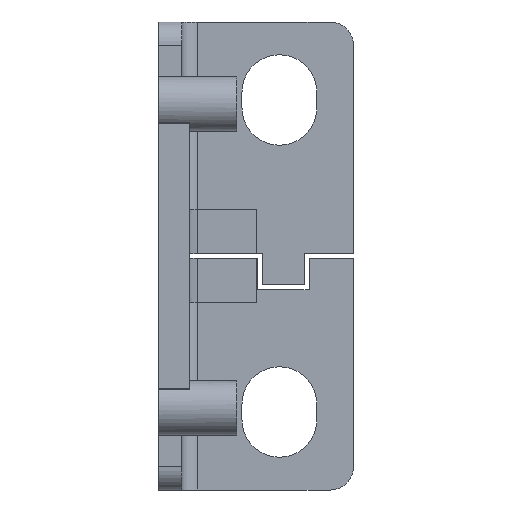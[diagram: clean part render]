
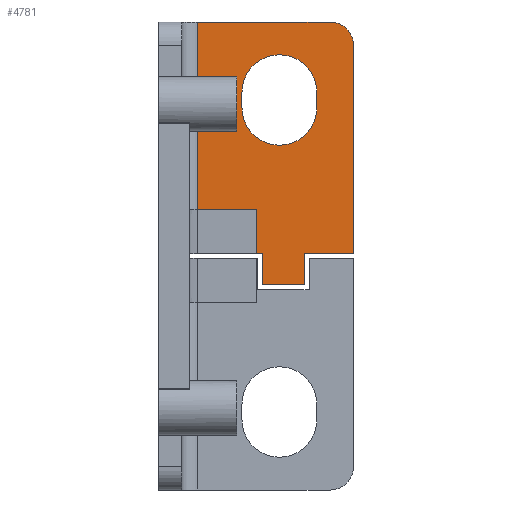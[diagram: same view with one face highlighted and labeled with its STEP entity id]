
A CAD part, left-side view. The second image highlights one B-rep face of the part: STEP entity #4781.
In plain terms, the highlighted planar face has unit normal (-1, 0, 0).
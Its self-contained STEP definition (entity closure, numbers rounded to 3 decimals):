
#1617=DIRECTION('',(0.,0.,1.));
#1618=VECTOR('',#1617,14.85);
#1619=CARTESIAN_POINT('',(-1.5,-2.5,0.15));
#1620=LINE('',#1619,#1618);
#1621=CARTESIAN_POINT('',(-1.5,-11.,13.5));
#1622=DIRECTION('',(1.,0.,0.));
#1623=DIRECTION('',(0.,0.,1.));
#1624=AXIS2_PLACEMENT_3D('',#1621,#1622,#1623);
#1626=CARTESIAN_POINT('',(-1.5,-7.75,10.5));
#1627=DIRECTION('',(-1.,0.,0.));
#1628=DIRECTION('',(0.,-1.,0.));
#1629=AXIS2_PLACEMENT_3D('',#1626,#1627,#1628);
#1631=CARTESIAN_POINT('',(-1.5,-7.75,9.5));
#1632=DIRECTION('',(-1.,0.,0.));
#1633=DIRECTION('',(0.,1.,0.));
#1634=AXIS2_PLACEMENT_3D('',#1631,#1632,#1633);
#1640=DIRECTION('',(0.,-1.,0.));
#1641=VECTOR('',#1640,8.5);
#1642=CARTESIAN_POINT('',(-1.5,-2.5,15.));
#1643=LINE('',#1642,#1641);
#1667=DIRECTION('',(0.,-1.,0.));
#1668=VECTOR('',#1667,4.15);
#1669=CARTESIAN_POINT('',(-1.5,-2.5,0.15));
#1670=LINE('',#1669,#1668);
#1683=DIRECTION('',(0.,0.,1.));
#1684=VECTOR('',#1683,2.);
#1685=CARTESIAN_POINT('',(-1.5,-6.65,-1.85));
#1686=LINE('',#1685,#1684);
#1695=DIRECTION('',(0.,1.,0.));
#1696=VECTOR('',#1695,2.7);
#1697=CARTESIAN_POINT('',(-1.5,-9.35,-1.85));
#1698=LINE('',#1697,#1696);
#1707=DIRECTION('',(0.,0.,-1.));
#1708=VECTOR('',#1707,2.);
#1709=CARTESIAN_POINT('',(-1.5,-9.35,0.15));
#1710=LINE('',#1709,#1708);
#1715=DIRECTION('',(0.,-1.,0.));
#1716=VECTOR('',#1715,3.15);
#1717=CARTESIAN_POINT('',(-1.5,-9.35,0.15));
#1718=LINE('',#1717,#1716);
#1731=DIRECTION('',(0.,0.,-1.));
#1732=VECTOR('',#1731,13.35);
#1733=CARTESIAN_POINT('',(-1.5,-12.5,13.5));
#1734=LINE('',#1733,#1732);
#1755=DIRECTION('',(0.,0.,1.));
#1756=VECTOR('',#1755,1.);
#1757=CARTESIAN_POINT('',(-1.5,-5.35,9.5));
#1758=LINE('',#1757,#1756);
#1771=DIRECTION('',(0.,0.,-1.));
#1772=VECTOR('',#1771,1.);
#1773=CARTESIAN_POINT('',(-1.5,-10.15,10.5));
#1774=LINE('',#1773,#1772);
#2039=CARTESIAN_POINT('',(-1.5,-2.5,15.));
#2040=VERTEX_POINT('',#2039);
#2047=CARTESIAN_POINT('',(-1.5,-2.5,0.15));
#2048=VERTEX_POINT('',#2047);
#2075=CARTESIAN_POINT('',(-1.5,-11.,15.));
#2076=VERTEX_POINT('',#2075);
#2077=CARTESIAN_POINT('',(-1.5,-6.65,0.15));
#2078=VERTEX_POINT('',#2077);
#2079=CARTESIAN_POINT('',(-1.5,-6.65,-1.85));
#2080=VERTEX_POINT('',#2079);
#2081=CARTESIAN_POINT('',(-1.5,-9.35,-1.85));
#2082=VERTEX_POINT('',#2081);
#2083=CARTESIAN_POINT('',(-1.5,-9.35,0.15));
#2084=VERTEX_POINT('',#2083);
#2085=CARTESIAN_POINT('',(-1.5,-12.5,0.15));
#2086=VERTEX_POINT('',#2085);
#2087=CARTESIAN_POINT('',(-1.5,-12.5,13.5));
#2088=VERTEX_POINT('',#2087);
#2089=CARTESIAN_POINT('',(-1.5,-10.15,10.5));
#2090=CARTESIAN_POINT('',(-1.5,-5.35,10.5));
#2091=VERTEX_POINT('',#2089);
#2092=VERTEX_POINT('',#2090);
#2093=CARTESIAN_POINT('',(-1.5,-10.15,9.5));
#2094=VERTEX_POINT('',#2093);
#2095=CARTESIAN_POINT('',(-1.5,-5.35,9.5));
#2096=VERTEX_POINT('',#2095);
#4747=CARTESIAN_POINT('',(-1.5,-7.5,6.575));
#4748=DIRECTION('',(1.,0.,0.));
#4749=DIRECTION('',(0.,0.,-1.));
#4750=AXIS2_PLACEMENT_3D('',#4747,#4748,#4749);
#4751=PLANE('',#4750);
#4753=ORIENTED_EDGE('',*,*,#4752,.T.);
#4755=ORIENTED_EDGE('',*,*,#4754,.T.);
#4757=ORIENTED_EDGE('',*,*,#4756,.T.);
#4759=ORIENTED_EDGE('',*,*,#4758,.F.);
#4761=ORIENTED_EDGE('',*,*,#4760,.T.);
#4763=ORIENTED_EDGE('',*,*,#4762,.T.);
#4765=ORIENTED_EDGE('',*,*,#4764,.T.);
#4767=ORIENTED_EDGE('',*,*,#4766,.F.);
#4768=ORIENTED_EDGE('',*,*,#4741,.T.);
#4769=EDGE_LOOP('',(#4753,#4755,#4757,#4759,#4761,#4763,#4765,#4767,#4768));
#4770=FACE_OUTER_BOUND('',#4769,.F.);
#4772=ORIENTED_EDGE('',*,*,#4771,.T.);
#4774=ORIENTED_EDGE('',*,*,#4773,.F.);
#4776=ORIENTED_EDGE('',*,*,#4775,.T.);
#4778=ORIENTED_EDGE('',*,*,#4777,.F.);
#4779=EDGE_LOOP('',(#4772,#4774,#4776,#4778));
#4780=FACE_BOUND('',#4779,.F.);
#4781=ADVANCED_FACE('',(#4770,#4780),#4751,.F.);
#1625=CIRCLE('',#1624,1.5);
#1630=CIRCLE('',#1629,2.4);
#1635=CIRCLE('',#1634,2.4);
#4741=EDGE_CURVE('',#2048,#2040,#1620,.T.);
#4752=EDGE_CURVE('',#2040,#2076,#1643,.T.);
#4754=EDGE_CURVE('',#2076,#2088,#1625,.T.);
#4756=EDGE_CURVE('',#2088,#2086,#1734,.T.);
#4758=EDGE_CURVE('',#2084,#2086,#1718,.T.);
#4760=EDGE_CURVE('',#2084,#2082,#1710,.T.);
#4762=EDGE_CURVE('',#2082,#2080,#1698,.T.);
#4764=EDGE_CURVE('',#2080,#2078,#1686,.T.);
#4766=EDGE_CURVE('',#2048,#2078,#1670,.T.);
#4771=EDGE_CURVE('',#2091,#2092,#1630,.T.);
#4773=EDGE_CURVE('',#2096,#2092,#1758,.T.);
#4775=EDGE_CURVE('',#2096,#2094,#1635,.T.);
#4777=EDGE_CURVE('',#2091,#2094,#1774,.T.);
